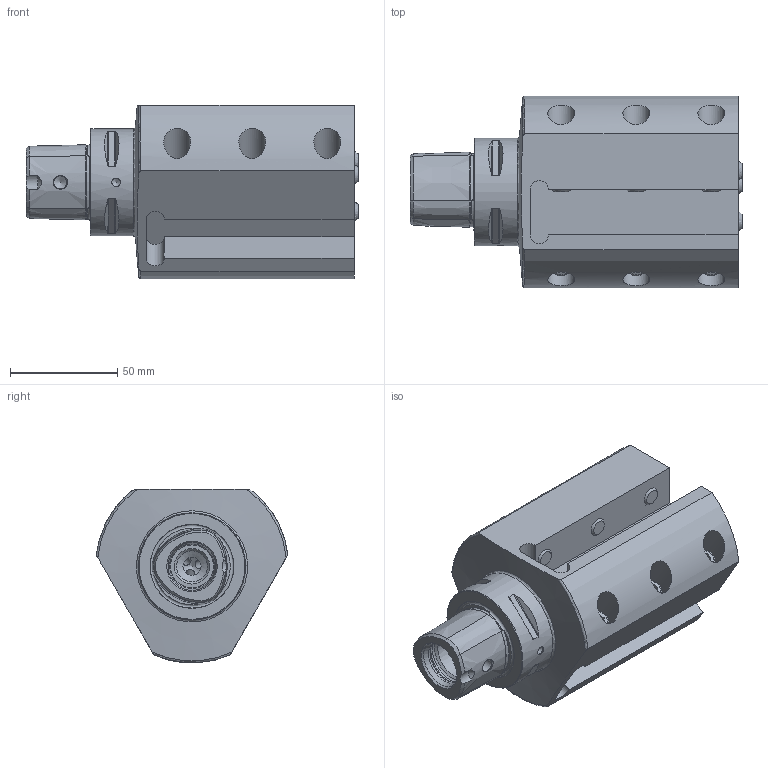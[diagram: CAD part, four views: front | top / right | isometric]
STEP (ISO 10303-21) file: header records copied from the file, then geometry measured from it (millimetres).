
FILE_DESCRIPTION (( 'STEP AP214' ), '1' );
FILE_NAME ('PS5.V20.L31.123.STEP', '2020-11-20T16:07:47', ( '' ), ( '' ), 'SwSTEP 2.0', 'SolidWorks 2017', '' );
FILE_SCHEMA (( 'AUTOMOTIVE_DESIGN' ));
Length unit declared in the file: millimetre
Products named in the file (6): PS5.V20.L31.123; PS5-V20.L31.123_A; KU1-U12.001.010; KU1-U12.001.010_2; KU1-U12.001.010_1; ISO 4026 - M10 x 25
Assembly tree (15 placements, depth 3):
  PS5.V20.L31.123
    PS5-V20.L31.123_A
    ISO 4026 - M10 x 25  x9
    KU1-U12.001.010  x3
      KU1-U12.001.010_1
      KU1-U12.001.010_2
Bounding box: 154.8 x 89.35 x 81 mm (x, y, z)
Volume: 457357.7 mm3; surface area: 84374.2 mm2
Topology: 16 solids, 16 shells, 294 faces, 680 edges, 430 vertices
Faces by surface type: plane 127, cone 73, cylinder 70, torus 18, sphere 6
Full cylindrical faces by diameter (mm): 2 x1, 4 x1, 4.2 x6, 6.1 x2, 7 x3, 8.5 x10, 10 x9, 12 x6, 12.5 x9, 14.5 x1, 21 x2, 24 x1, 50 x1
Entity records: 6657 total; most frequent: CARTESIAN_POINT 2470, DIRECTION 799, ORIENTED_EDGE 690, EDGE_CURVE 345, AXIS2_PLACEMENT_3D 344, EDGE_LOOP 287, VERTEX_POINT 254, FACE_OUTER_BOUND 224
